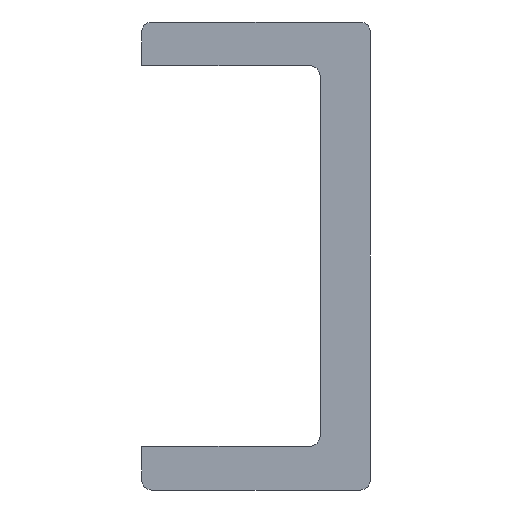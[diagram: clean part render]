
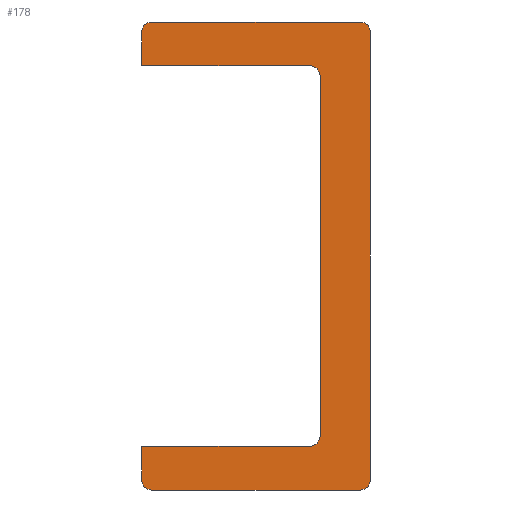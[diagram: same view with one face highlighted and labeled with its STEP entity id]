
A CAD part, front view. The second image highlights one B-rep face of the part: STEP entity #178.
In plain terms, the highlighted planar face has unit normal (0, -1, 0).
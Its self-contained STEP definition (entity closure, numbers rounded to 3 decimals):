
#178 = ADVANCED_FACE( '', ( #407 ), #408, .F. );
#407 = FACE_OUTER_BOUND( '', #658, .T. );
#408 = PLANE( '', #659 );
#658 = EDGE_LOOP( '', ( #1051, #1052, #1053, #1054, #1055, #1056, #1057, #1058, #1059, #1060, #1061, #1062, #1063, #1064 ) );
#659 = AXIS2_PLACEMENT_3D( '', #1065, #1066, #1067 );
#1051 = ORIENTED_EDGE( '', *, *, #1249, .F. );
#1052 = ORIENTED_EDGE( '', *, *, #1195, .T. );
#1053 = ORIENTED_EDGE( '', *, *, #1257, .F. );
#1054 = ORIENTED_EDGE( '', *, *, #1141, .T. );
#1055 = ORIENTED_EDGE( '', *, *, #1162, .F. );
#1056 = ORIENTED_EDGE( '', *, *, #1279, .F. );
#1057 = ORIENTED_EDGE( '', *, *, #1261, .F. );
#1058 = ORIENTED_EDGE( '', *, *, #1281, .F. );
#1059 = ORIENTED_EDGE( '', *, *, #1180, .F. );
#1060 = ORIENTED_EDGE( '', *, *, #1218, .F. );
#1061 = ORIENTED_EDGE( '', *, *, #1213, .F. );
#1062 = ORIENTED_EDGE( '', *, *, #1276, .T. );
#1063 = ORIENTED_EDGE( '', *, *, #1272, .F. );
#1064 = ORIENTED_EDGE( '', *, *, #1267, .T. );
#1065 = CARTESIAN_POINT( '', ( -10.5, 0., 21.5 ) );
#1066 = DIRECTION( '', ( 0., 1., 0. ) );
#1067 = DIRECTION( '', ( 0., 0., 1. ) );
#1141 = EDGE_CURVE( '', #1300, #1298, #1301, .F. );
#1162 = EDGE_CURVE( '', #1334, #1298, #1335, .T. );
#1180 = EDGE_CURVE( '', #1363, #1364, #1365, .T. );
#1195 = EDGE_CURVE( '', #1390, #1388, #1391, .F. );
#1213 = EDGE_CURVE( '', #1418, #1420, #1421, .T. );
#1218 = EDGE_CURVE( '', #1420, #1363, #1427, .T. );
#1249 = EDGE_CURVE( '', #1390, #1477, #1478, .T. );
#1257 = EDGE_CURVE( '', #1300, #1388, #1489, .T. );
#1261 = EDGE_CURVE( '', #1494, #1495, #1496, .T. );
#1267 = EDGE_CURVE( '', #1502, #1477, #1503, .F. );
#1272 = EDGE_CURVE( '', #1502, #1508, #1509, .T. );
#1276 = EDGE_CURVE( '', #1418, #1508, #1513, .F. );
#1279 = EDGE_CURVE( '', #1495, #1334, #1516, .T. );
#1281 = EDGE_CURVE( '', #1364, #1494, #1518, .T. );
#1298 = VERTEX_POINT( '', #1538 );
#1300 = VERTEX_POINT( '', #1541 );
#1301 = CIRCLE( '', #1542, 0.9 );
#1334 = VERTEX_POINT( '', #1576 );
#1335 = LINE( '', #1577, #1578 );
#1363 = VERTEX_POINT( '', #1608 );
#1364 = VERTEX_POINT( '', #1609 );
#1365 = CIRCLE( '', #1610, 1. );
#1388 = VERTEX_POINT( '', #1635 );
#1390 = VERTEX_POINT( '', #1638 );
#1391 = CIRCLE( '', #1639, 0.9 );
#1418 = VERTEX_POINT( '', #1668 );
#1420 = VERTEX_POINT( '', #1671 );
#1421 = LINE( '', #1672, #1673 );
#1427 = LINE( '', #1680, #1681 );
#1477 = VERTEX_POINT( '', #1737 );
#1478 = LINE( '', #1738, #1739 );
#1489 = LINE( '', #1751, #1752 );
#1494 = VERTEX_POINT( '', #1757 );
#1495 = VERTEX_POINT( '', #1758 );
#1496 = CIRCLE( '', #1759, 1. );
#1502 = VERTEX_POINT( '', #1767 );
#1503 = CIRCLE( '', #1768, 0.9 );
#1508 = VERTEX_POINT( '', #1774 );
#1509 = LINE( '', #1775, #1776 );
#1513 = CIRCLE( '', #1781, 0.9 );
#1516 = LINE( '', #1784, #1785 );
#1518 = LINE( '', #1787, #1788 );
#1538 = CARTESIAN_POINT( '', ( -10.5, 0., 20.6 ) );
#1541 = CARTESIAN_POINT( '', ( -9.6, 0., 21.5 ) );
#1542 = AXIS2_PLACEMENT_3D( '', #1808, #1809, #1810 );
#1576 = CARTESIAN_POINT( '', ( -10.5, 0., 17.5 ) );
#1577 = CARTESIAN_POINT( '', ( -10.5, 0., -21.5 ) );
#1578 = VECTOR( '', #1848, 1000. );
#1608 = CARTESIAN_POINT( '', ( 4.9, 0., -17.5 ) );
#1609 = CARTESIAN_POINT( '', ( 5.9, 0., -16.5 ) );
#1610 = AXIS2_PLACEMENT_3D( '', #1878, #1879, #1880 );
#1635 = CARTESIAN_POINT( '', ( 9.6, 0., 21.5 ) );
#1638 = CARTESIAN_POINT( '', ( 10.5, 0., 20.6 ) );
#1639 = AXIS2_PLACEMENT_3D( '', #1905, #1906, #1907 );
#1668 = CARTESIAN_POINT( '', ( -10.5, 0., -20.6 ) );
#1671 = CARTESIAN_POINT( '', ( -10.5, 0., -17.5 ) );
#1672 = CARTESIAN_POINT( '', ( -10.5, 0., -21.5 ) );
#1673 = VECTOR( '', #1935, 1000. );
#1680 = CARTESIAN_POINT( '', ( 4.9, 0., -17.5 ) );
#1681 = VECTOR( '', #1940, 1000. );
#1737 = CARTESIAN_POINT( '', ( 10.5, 0., -20.6 ) );
#1738 = CARTESIAN_POINT( '', ( 10.5, 0., 21.5 ) );
#1739 = VECTOR( '', #1998, 1000. );
#1751 = CARTESIAN_POINT( '', ( -10.5, 0., 21.5 ) );
#1752 = VECTOR( '', #2009, 1000. );
#1757 = CARTESIAN_POINT( '', ( 5.9, 0., 16.5 ) );
#1758 = CARTESIAN_POINT( '', ( 4.9, 0., 17.5 ) );
#1759 = AXIS2_PLACEMENT_3D( '', #2013, #2014, #2015 );
#1767 = CARTESIAN_POINT( '', ( 9.6, 0., -21.5 ) );
#1768 = AXIS2_PLACEMENT_3D( '', #2018, #2019, #2020 );
#1774 = CARTESIAN_POINT( '', ( -9.6, 0., -21.5 ) );
#1775 = CARTESIAN_POINT( '', ( 10.5, 0., -21.5 ) );
#1776 = VECTOR( '', #2022, 1000. );
#1781 = AXIS2_PLACEMENT_3D( '', #2024, #2025, #2026 );
#1784 = CARTESIAN_POINT( '', ( 4.9, 0., 17.5 ) );
#1785 = VECTOR( '', #2027, 1000. );
#1787 = CARTESIAN_POINT( '', ( 5.9, 0., 16.5 ) );
#1788 = VECTOR( '', #2028, 1000. );
#1808 = CARTESIAN_POINT( '', ( -9.6, 0., 20.6 ) );
#1809 = DIRECTION( '', ( 0., 1., 0. ) );
#1810 = DIRECTION( '', ( 0., 0., 1. ) );
#1848 = DIRECTION( '', ( 0., 0., 1. ) );
#1878 = CARTESIAN_POINT( '', ( 4.9, 0., -16.5 ) );
#1879 = DIRECTION( '', ( 0., -1., 0. ) );
#1880 = DIRECTION( '', ( -1., 0., 0. ) );
#1905 = CARTESIAN_POINT( '', ( 9.6, 0., 20.6 ) );
#1906 = DIRECTION( '', ( 0., 1., 0. ) );
#1907 = DIRECTION( '', ( 0., 0., 1. ) );
#1935 = DIRECTION( '', ( 0., 0., 1. ) );
#1940 = DIRECTION( '', ( 1., 0., 0. ) );
#1998 = DIRECTION( '', ( 0., 0., -1. ) );
#2009 = DIRECTION( '', ( 1., 0., 0. ) );
#2013 = CARTESIAN_POINT( '', ( 4.9, 0., 16.5 ) );
#2014 = DIRECTION( '', ( 0., -1., 0. ) );
#2015 = DIRECTION( '', ( -1., 0., 0. ) );
#2018 = CARTESIAN_POINT( '', ( 9.6, 0., -20.6 ) );
#2019 = DIRECTION( '', ( 0., 1., 0. ) );
#2020 = DIRECTION( '', ( 0., 0., 1. ) );
#2022 = DIRECTION( '', ( -1., 0., 0. ) );
#2024 = CARTESIAN_POINT( '', ( -9.6, 0., -20.6 ) );
#2025 = DIRECTION( '', ( 0., 1., 0. ) );
#2026 = DIRECTION( '', ( 0., 0., 1. ) );
#2027 = DIRECTION( '', ( -1., 0., 0. ) );
#2028 = DIRECTION( '', ( 0., 0., 1. ) );
